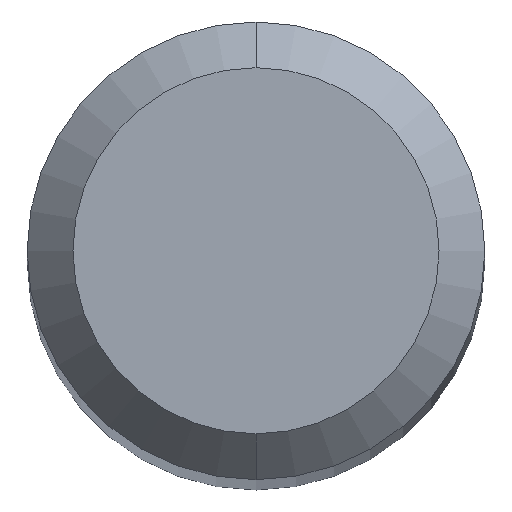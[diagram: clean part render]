
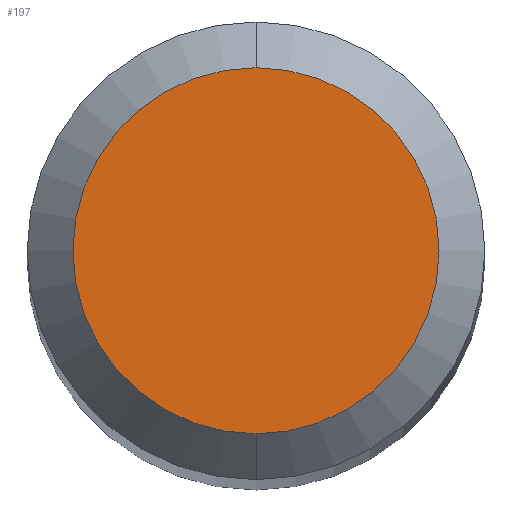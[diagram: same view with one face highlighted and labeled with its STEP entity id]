
A CAD part, top view. The second image highlights one B-rep face of the part: STEP entity #197.
In plain terms, the highlighted planar face has unit normal (0, 0, 1).
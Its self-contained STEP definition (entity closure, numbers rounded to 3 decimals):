
#4 = DIRECTION ( 'NONE',  ( 0., 0., 1. ) ) ;
#5 = DIRECTION ( 'NONE',  ( 0., 1., 0. ) ) ;
#8 = AXIS2_PLACEMENT_3D ( 'NONE', #125, #144, #5 ) ;
#20 = ORIENTED_EDGE ( 'NONE', *, *, #108, .T. ) ;
#24 = CARTESIAN_POINT ( 'NONE',  ( 0., 5.131, 0. ) ) ;
#25 = CIRCLE ( 'NONE', #8, 4.105 ) ;
#29 = AXIS2_PLACEMENT_3D ( 'NONE', #167, #4, #124 ) ;
#53 = CARTESIAN_POINT ( 'NONE',  ( 0., 4.105, 0. ) ) ;
#55 = FACE_OUTER_BOUND ( 'NONE', #130, .T. ) ;
#77 = VERTEX_POINT ( 'NONE', #142 ) ;
#93 = DIRECTION ( 'NONE',  ( 0., 1., 0. ) ) ;
#108 = EDGE_CURVE ( 'NONE', #168, #77, #25, .T. ) ;
#124 = DIRECTION ( 'NONE',  ( 0., 1., 0. ) ) ;
#125 = CARTESIAN_POINT ( 'NONE',  ( 0., 0., 0. ) ) ;
#130 = EDGE_LOOP ( 'NONE', ( #20, #160 ) ) ;
#142 = CARTESIAN_POINT ( 'NONE',  ( 0., -4.105, 0. ) ) ;
#144 = DIRECTION ( 'NONE',  ( 0., 0., 1. ) ) ;
#157 = PLANE ( 'NONE',  #165 ) ;
#158 = CIRCLE ( 'NONE', #29, 4.105 ) ;
#159 = EDGE_CURVE ( 'NONE', #77, #168, #158, .T. ) ;
#160 = ORIENTED_EDGE ( 'NONE', *, *, #159, .T. ) ;
#165 = AXIS2_PLACEMENT_3D ( 'NONE', #24, #188, #93 ) ;
#167 = CARTESIAN_POINT ( 'NONE',  ( 0., 0., 0. ) ) ;
#168 = VERTEX_POINT ( 'NONE', #53 ) ;
#188 = DIRECTION ( 'NONE',  ( 0., 0., -1. ) ) ;
#197 = ADVANCED_FACE ( 'NONE', ( #55 ), #157, .F. ) ;
